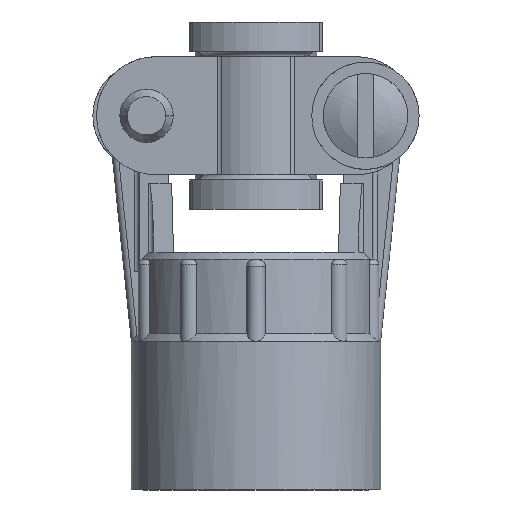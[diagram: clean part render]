
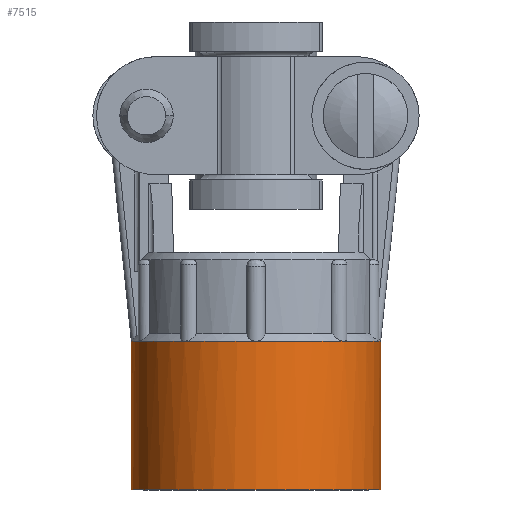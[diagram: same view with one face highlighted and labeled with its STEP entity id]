
A CAD part, front view. The second image highlights one B-rep face of the part: STEP entity #7515.
In plain terms, the highlighted cylindrical face has radius 8.125 mm (diameter 16.25 mm), a partial arc.
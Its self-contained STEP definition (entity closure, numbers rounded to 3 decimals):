
#11=CARTESIAN_POINT('',(8.125,-0.05,9.699));
#12=CARTESIAN_POINT('',(8.125,-0.052,9.699));
#13=CARTESIAN_POINT('',(8.125,-0.055,9.698));
#14=CARTESIAN_POINT('',(8.125,-0.06,9.699));
#15=CARTESIAN_POINT('',(8.125,-0.063,9.7));
#16=CARTESIAN_POINT('',(8.125,-0.064,9.7));
#18=CARTESIAN_POINT('',(0.,0.,0.));
#19=DIRECTION('',(0.,0.,-1.));
#20=DIRECTION('',(1.,0.,0.));
#21=AXIS2_PLACEMENT_3D('',#18,#19,#20);
#23=CARTESIAN_POINT('',(-8.125,-0.064,9.7));
#24=CARTESIAN_POINT('',(-8.125,-0.063,9.7));
#25=CARTESIAN_POINT('',(-8.125,-0.059,9.699));
#26=CARTESIAN_POINT('',(-8.125,-0.055,9.698));
#27=CARTESIAN_POINT('',(-8.125,-0.052,9.698));
#28=CARTESIAN_POINT('',(-8.125,-0.05,9.699));
#30=CARTESIAN_POINT('',(0.,0.,9.7));
#31=DIRECTION('',(0.,0.,-1.));
#32=DIRECTION('',(-0.94,-0.342,0.));
#33=AXIS2_PLACEMENT_3D('',#30,#31,#32);
#110=CARTESIAN_POINT('',(-8.125,-0.05,
9.699));
#111=CARTESIAN_POINT('',(-8.125,-0.044,
9.699));
#112=CARTESIAN_POINT('',(-8.125,-0.033,
9.699));
#113=CARTESIAN_POINT('',(-8.125,-0.017,
9.7));
#114=CARTESIAN_POINT('',(-8.125,-0.006,
9.7));
#115=CARTESIAN_POINT('',(-8.125,0.,9.7));
#161=DIRECTION('',(0.,0.,1.));
#162=VECTOR('',#161,9.7);
#163=CARTESIAN_POINT('',(-8.125,0.,0.));
#164=LINE('',#163,#162);
#170=DIRECTION('',(0.,0.,1.));
#171=VECTOR('',#170,9.7);
#172=CARTESIAN_POINT('',(8.125,0.,0.));
#173=LINE('',#172,#171);
#204=CARTESIAN_POINT('',(8.125,-0.05,9.699));
#205=CARTESIAN_POINT('',(8.125,-0.045,9.7));
#206=CARTESIAN_POINT('',(8.125,-0.033,9.699));
#207=CARTESIAN_POINT('',(8.125,-0.017,9.7));
#208=CARTESIAN_POINT('',(8.125,-0.006,9.7));
#209=CARTESIAN_POINT('',(8.125,0.,9.7));
#304=CARTESIAN_POINT('',(0.,0.,9.7));
#305=DIRECTION('',(0.,0.,-1.));
#306=DIRECTION('',(1.,-0.008,0.));
#307=AXIS2_PLACEMENT_3D('',#304,#305,#306);
#309=CARTESIAN_POINT('',(0.,0.,9.7));
#310=DIRECTION('',(0.,0.,-1.));
#311=DIRECTION('',(0.985,-0.174,0.));
#312=AXIS2_PLACEMENT_3D('',#309,#310,#311);
#314=CARTESIAN_POINT('',(0.,0.,9.7));
#315=DIRECTION('',(0.,0.,-1.));
#316=DIRECTION('',(0.707,-0.707,0.));
#317=AXIS2_PLACEMENT_3D('',#314,#315,#316);
#331=CARTESIAN_POINT('',(0.,-8.125,9.7));
#1761=CARTESIAN_POINT('',(-7.635,-2.779,
9.7));
#1805=CARTESIAN_POINT('',(0.,0.,9.7));
#1806=DIRECTION('',(0.,0.,-1.));
#1807=DIRECTION('',(0.,-1.,0.));
#1808=AXIS2_PLACEMENT_3D('',#1805,#1806,#1807);
#1810=CARTESIAN_POINT('',(0.,0.,9.7));
#1811=DIRECTION('',(0.,0.,-1.));
#1812=DIRECTION('',(-0.574,-0.819,0.));
#1813=AXIS2_PLACEMENT_3D('',#1810,#1811,#1812);
#6125=CARTESIAN_POINT('',(8.125,0.,0.));
#6126=CARTESIAN_POINT('',(-8.125,0.,0.));
#6127=VERTEX_POINT('',#6125);
#6128=VERTEX_POINT('',#6126);
#6169=VERTEX_POINT('',#331);
#6191=VERTEX_POINT('',#1761);
#6285=CARTESIAN_POINT('',(-4.66,-6.656,9.7));
#6286=VERTEX_POINT('',#6285);
#6296=CARTESIAN_POINT('',(8.002,-1.411,9.7));
#6297=CARTESIAN_POINT('',(5.745,-5.745,9.7));
#6298=VERTEX_POINT('',#6296);
#6299=VERTEX_POINT('',#6297);
#6308=CARTESIAN_POINT('',(8.125,0.,9.7));
#6309=VERTEX_POINT('',#6308);
#6352=CARTESIAN_POINT('',(-8.125,0.,
9.7));
#6353=VERTEX_POINT('',#6352);
#6400=CARTESIAN_POINT('',(-8.125,-0.05,
9.699));
#6402=VERTEX_POINT('',#6400);
#6422=CARTESIAN_POINT('',(8.125,-0.05,
9.699));
#6423=VERTEX_POINT('',#6422);
#6426=VERTEX_POINT('',#23);
#6427=VERTEX_POINT('',#16);
#7483=CARTESIAN_POINT('',(0.,0.,16.275));
#7484=DIRECTION('',(0.,0.,-1.));
#7485=DIRECTION('',(-1.,0.,0.));
#7486=AXIS2_PLACEMENT_3D('',#7483,#7484,#7485);
#7487=CYLINDRICAL_SURFACE('',#7486,8.125);
#7489=ORIENTED_EDGE('',*,*,#7488,.F.);
#7491=ORIENTED_EDGE('',*,*,#7490,.F.);
#7493=ORIENTED_EDGE('',*,*,#7492,.F.);
#7495=ORIENTED_EDGE('',*,*,#7494,.F.);
#7497=ORIENTED_EDGE('',*,*,#7496,.F.);
#7499=ORIENTED_EDGE('',*,*,#7498,.F.);
#7501=ORIENTED_EDGE('',*,*,#7500,.F.);
#7503=ORIENTED_EDGE('',*,*,#7502,.T.);
#7505=ORIENTED_EDGE('',*,*,#7504,.F.);
#7506=ORIENTED_EDGE('',*,*,#7470,.T.);
#7508=ORIENTED_EDGE('',*,*,#7507,.T.);
#7510=ORIENTED_EDGE('',*,*,#7509,.F.);
#7512=ORIENTED_EDGE('',*,*,#7511,.F.);
#7513=EDGE_LOOP('',(#7489,#7491,#7493,#7495,#7497,#7499,#7501,#7503,#7505,#7506,
#7508,#7510,#7512));
#7514=FACE_OUTER_BOUND('',#7513,.F.);
#7515=ADVANCED_FACE('',(#7514),#7487,.T.);
#17=B_SPLINE_CURVE_WITH_KNOTS('',3,(#11,#12,#13,#14,#15,#16),.UNSPECIFIED.,.F.,
.F.,(4,1,1,4),(0.,0.333,0.667,1.),.UNSPECIFIED.);
#22=CIRCLE('',#21,8.125);
#29=B_SPLINE_CURVE_WITH_KNOTS('',3,(#23,#24,#25,#26,#27,#28),.UNSPECIFIED.,.F.,
.F.,(4,1,1,4),(0.,0.333,0.667,1.),.UNSPECIFIED.);
#34=CIRCLE('',#33,8.125);
#116=B_SPLINE_CURVE_WITH_KNOTS('',3,(#110,#111,#112,#113,#114,#115),
.UNSPECIFIED.,.F.,.F.,(4,1,1,4),(0.,0.333,0.667,1.),
.UNSPECIFIED.);
#210=B_SPLINE_CURVE_WITH_KNOTS('',3,(#204,#205,#206,#207,#208,#209),
.UNSPECIFIED.,.F.,.F.,(4,1,1,4),(0.,0.333,0.667,1.),
.UNSPECIFIED.);
#308=CIRCLE('',#307,8.125);
#313=CIRCLE('',#312,8.125);
#318=CIRCLE('',#317,8.125);
#1809=CIRCLE('',#1808,8.125);
#1814=CIRCLE('',#1813,8.125);
#7470=EDGE_CURVE('',#6127,#6128,#22,.T.);
#7488=EDGE_CURVE('',#6191,#6426,#34,.T.);
#7490=EDGE_CURVE('',#6286,#6191,#1814,.T.);
#7492=EDGE_CURVE('',#6169,#6286,#1809,.T.);
#7494=EDGE_CURVE('',#6299,#6169,#318,.T.);
#7496=EDGE_CURVE('',#6298,#6299,#313,.T.);
#7498=EDGE_CURVE('',#6427,#6298,#308,.T.);
#7500=EDGE_CURVE('',#6423,#6427,#17,.T.);
#7502=EDGE_CURVE('',#6423,#6309,#210,.T.);
#7504=EDGE_CURVE('',#6127,#6309,#173,.T.);
#7507=EDGE_CURVE('',#6128,#6353,#164,.T.);
#7509=EDGE_CURVE('',#6402,#6353,#116,.T.);
#7511=EDGE_CURVE('',#6426,#6402,#29,.T.);
